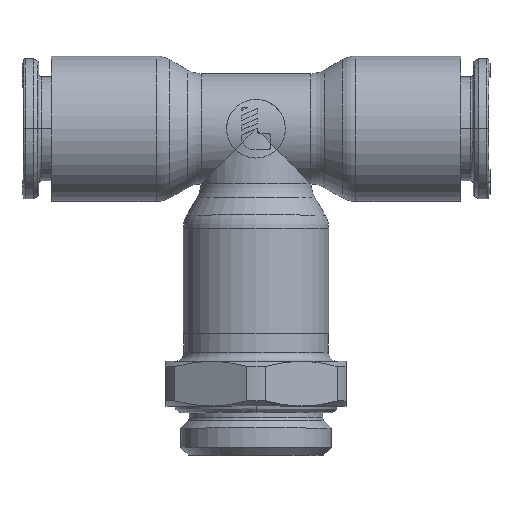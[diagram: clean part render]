
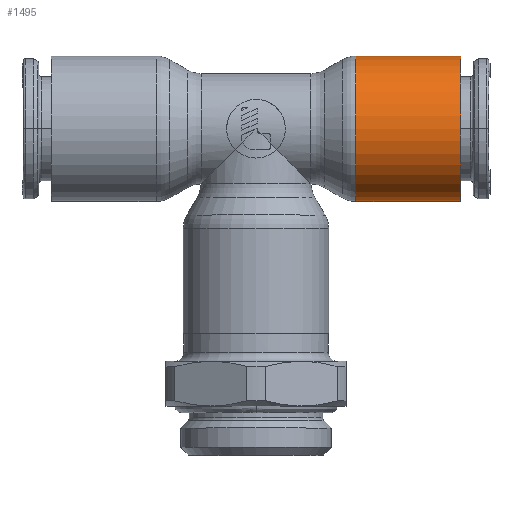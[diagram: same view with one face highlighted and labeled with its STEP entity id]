
A CAD part, top view. The second image highlights one B-rep face of the part: STEP entity #1495.
In plain terms, the highlighted cylindrical face has radius 8.05 mm (diameter 16.1 mm), a partial arc.
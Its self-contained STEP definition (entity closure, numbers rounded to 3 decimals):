
#1495=ADVANCED_FACE('',(#4212),#4213,.T.);
#4212=FACE_OUTER_BOUND('',#12086,.T.);
#4213=CYLINDRICAL_SURFACE('',#12087,8.05);
#12086=EDGE_LOOP('',(#21710,#21711,#21712,#21713));
#12087=AXIS2_PLACEMENT_3D('',#21714,#21715,#21716);
#21710=ORIENTED_EDGE('',*,*,#27267,.T.);
#21711=ORIENTED_EDGE('',*,*,#27268,.F.);
#21712=ORIENTED_EDGE('',*,*,#27269,.F.);
#21713=ORIENTED_EDGE('',*,*,#27270,.T.);
#21714=CARTESIAN_POINT('',(-24.915,0.0,0.0));
#21715=DIRECTION('',(-1.0,-0.0,0.0));
#21716=DIRECTION('',(0.0,-1.0,0.0));
#27267=EDGE_CURVE('',#32897,#32898,#32899,.T.);
#27268=EDGE_CURVE('',#32900,#32898,#32901,.T.);
#27269=EDGE_CURVE('',#32902,#32900,#32903,.T.);
#27270=EDGE_CURVE('',#32902,#32897,#32904,.T.);
#32897=VERTEX_POINT('',#43985);
#32898=VERTEX_POINT('',#43986);
#32899=CIRCLE('',#43987,8.05);
#32900=VERTEX_POINT('',#43988);
#32901=LINE('',#43989,#43990);
#32902=VERTEX_POINT('',#43991);
#32903=CIRCLE('',#43992,8.05);
#32904=LINE('',#43993,#43994);
#43985=CARTESIAN_POINT('',(11.054,8.05,0.0));
#43986=CARTESIAN_POINT('',(11.054,-8.05,0.0));
#43987=AXIS2_PLACEMENT_3D('',#50515,#50516,#50517);
#43988=CARTESIAN_POINT('',(22.65,-8.05,0.0));
#43989=CARTESIAN_POINT('',(22.65,-8.05,0.0));
#43990=VECTOR('',#50518,11.596);
#43991=CARTESIAN_POINT('',(22.65,8.05,0.0));
#43992=AXIS2_PLACEMENT_3D('',#50519,#50520,#50521);
#43993=CARTESIAN_POINT('',(22.65,8.05,0.0));
#43994=VECTOR('',#50522,11.596);
#50515=CARTESIAN_POINT('',(11.054,0.0,0.0));
#50516=DIRECTION('',(1.0,0.0,0.0));
#50517=DIRECTION('',(0.0,1.0,0.0));
#50518=DIRECTION('',(-1.0,0.0,0.0));
#50519=CARTESIAN_POINT('',(22.65,0.0,0.0));
#50520=DIRECTION('',(1.0,0.0,0.0));
#50521=DIRECTION('',(0.0,1.0,0.0));
#50522=DIRECTION('',(-1.0,0.0,0.0));
